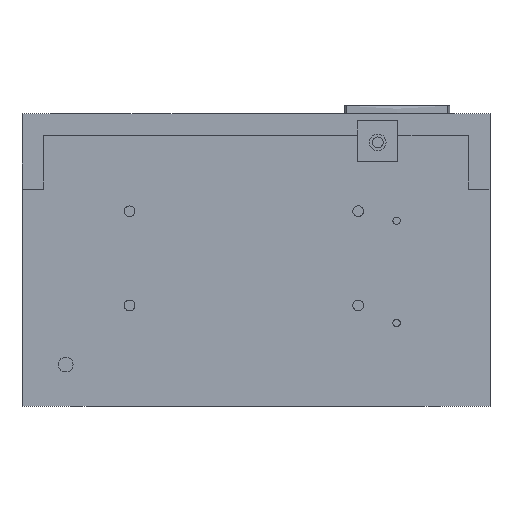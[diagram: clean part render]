
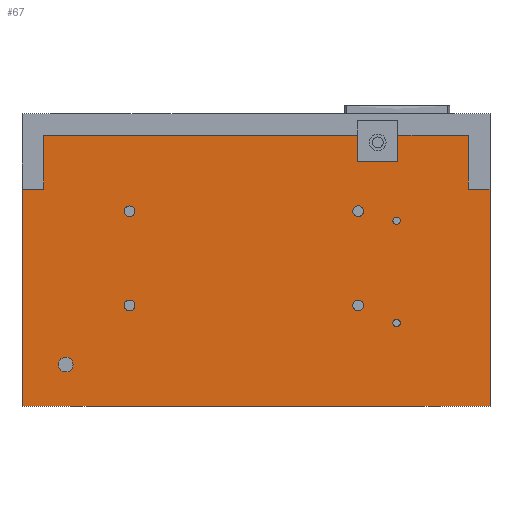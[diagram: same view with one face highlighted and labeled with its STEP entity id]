
A CAD part, front view. The second image highlights one B-rep face of the part: STEP entity #67.
In plain terms, the highlighted planar face has unit normal (0, -1, 0).
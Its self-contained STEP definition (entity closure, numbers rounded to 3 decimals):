
#67=ADVANCED_FACE('',(#1173,#1174,#1175,#1176,#1177,#1178,#1179,#1180),#1181,.T.);
#1173=FACE_OUTER_BOUND('',#3655,.T.);
#1174=FACE_BOUND('',#3656,.T.);
#1175=FACE_BOUND('',#3657,.T.);
#1176=FACE_BOUND('',#3658,.T.);
#1177=FACE_BOUND('',#3659,.T.);
#1178=FACE_BOUND('',#3660,.T.);
#1179=FACE_BOUND('',#3661,.T.);
#1180=FACE_BOUND('',#3662,.T.);
#1181=PLANE('',#3663);
#3655=EDGE_LOOP('',(#6340,#6341,#6342,#6343,#6344,#6345,#6346,#6347,#6348,#6349,#6350,#6351));
#3656=EDGE_LOOP('',(#6352,#6353));
#3657=EDGE_LOOP('',(#6354,#6355));
#3658=EDGE_LOOP('',(#6356,#6357));
#3659=EDGE_LOOP('',(#6358,#6359));
#3660=EDGE_LOOP('',(#6360,#6361));
#3661=EDGE_LOOP('',(#6362,#6363));
#3662=EDGE_LOOP('',(#6364,#6365));
#3663=AXIS2_PLACEMENT_3D('',#6366,#6367,#6368);
#6340=ORIENTED_EDGE('',*,*,#16126,.T.);
#6341=ORIENTED_EDGE('',*,*,#16127,.T.);
#6342=ORIENTED_EDGE('',*,*,#16128,.T.);
#6343=ORIENTED_EDGE('',*,*,#16125,.F.);
#6344=ORIENTED_EDGE('',*,*,#16129,.F.);
#6345=ORIENTED_EDGE('',*,*,#16130,.T.);
#6346=ORIENTED_EDGE('',*,*,#16131,.T.);
#6347=ORIENTED_EDGE('',*,*,#16132,.T.);
#6348=ORIENTED_EDGE('',*,*,#16133,.T.);
#6349=ORIENTED_EDGE('',*,*,#16134,.T.);
#6350=ORIENTED_EDGE('',*,*,#16135,.F.);
#6351=ORIENTED_EDGE('',*,*,#16136,.F.);
#6352=ORIENTED_EDGE('',*,*,#16137,.F.);
#6353=ORIENTED_EDGE('',*,*,#16138,.F.);
#6354=ORIENTED_EDGE('',*,*,#16139,.F.);
#6355=ORIENTED_EDGE('',*,*,#16140,.F.);
#6356=ORIENTED_EDGE('',*,*,#16141,.F.);
#6357=ORIENTED_EDGE('',*,*,#16142,.F.);
#6358=ORIENTED_EDGE('',*,*,#16143,.F.);
#6359=ORIENTED_EDGE('',*,*,#16144,.F.);
#6360=ORIENTED_EDGE('',*,*,#16145,.F.);
#6361=ORIENTED_EDGE('',*,*,#16146,.F.);
#6362=ORIENTED_EDGE('',*,*,#16147,.F.);
#6363=ORIENTED_EDGE('',*,*,#16148,.F.);
#6364=ORIENTED_EDGE('',*,*,#16149,.F.);
#6365=ORIENTED_EDGE('',*,*,#16150,.F.);
#6366=CARTESIAN_POINT('',(0.0,1.5,0.0));
#6367=DIRECTION('',(0.0,-1.0,0.0));
#6368=DIRECTION('',(0.0,0.0,-1.0));
#16125=EDGE_CURVE('',#19001,#18993,#19003,.T.);
#16126=EDGE_CURVE('',#19004,#19005,#19006,.T.);
#16127=EDGE_CURVE('',#19005,#19007,#19008,.T.);
#16128=EDGE_CURVE('',#19007,#18993,#19009,.T.);
#16129=EDGE_CURVE('',#19010,#19001,#19011,.T.);
#16130=EDGE_CURVE('',#19010,#19012,#19013,.T.);
#16131=EDGE_CURVE('',#19012,#19014,#19015,.T.);
#16132=EDGE_CURVE('',#19014,#19016,#19017,.T.);
#16133=EDGE_CURVE('',#19016,#19018,#19019,.T.);
#16134=EDGE_CURVE('',#19018,#19020,#19021,.T.);
#16135=EDGE_CURVE('',#19022,#19020,#19023,.T.);
#16136=EDGE_CURVE('',#19004,#19022,#19024,.T.);
#16137=EDGE_CURVE('',#19025,#19026,#19027,.T.);
#16138=EDGE_CURVE('',#19026,#19025,#19028,.T.);
#16139=EDGE_CURVE('',#19029,#19030,#19031,.T.);
#16140=EDGE_CURVE('',#19030,#19029,#19032,.T.);
#16141=EDGE_CURVE('',#19033,#19034,#19035,.T.);
#16142=EDGE_CURVE('',#19034,#19033,#19036,.T.);
#16143=EDGE_CURVE('',#19037,#19038,#19039,.T.);
#16144=EDGE_CURVE('',#19038,#19037,#19040,.T.);
#16145=EDGE_CURVE('',#19041,#19042,#19043,.T.);
#16146=EDGE_CURVE('',#19042,#19041,#19044,.T.);
#16147=EDGE_CURVE('',#19045,#19046,#19047,.T.);
#16148=EDGE_CURVE('',#19046,#19045,#19048,.T.);
#16149=EDGE_CURVE('',#19049,#19050,#19051,.T.);
#16150=EDGE_CURVE('',#19050,#19049,#19052,.T.);
#18993=VERTEX_POINT('',#23903);
#19001=VERTEX_POINT('',#23915);
#19003=LINE('',#23918,#23919);
#19004=VERTEX_POINT('',#23920);
#19005=VERTEX_POINT('',#23921);
#19006=LINE('',#23922,#23923);
#19007=VERTEX_POINT('',#23924);
#19008=LINE('',#23925,#23926);
#19009=LINE('',#23927,#23928);
#19010=VERTEX_POINT('',#23929);
#19011=LINE('',#23930,#23931);
#19012=VERTEX_POINT('',#23932);
#19013=LINE('',#23933,#23934);
#19014=VERTEX_POINT('',#23935);
#19015=LINE('',#23936,#23937);
#19016=VERTEX_POINT('',#23938);
#19017=LINE('',#23939,#23940);
#19018=VERTEX_POINT('',#23941);
#19019=LINE('',#23942,#23943);
#19020=VERTEX_POINT('',#23944);
#19021=LINE('',#23945,#23946);
#19022=VERTEX_POINT('',#23947);
#19023=LINE('',#23948,#23949);
#19024=LINE('',#23950,#23951);
#19025=VERTEX_POINT('',#23952);
#19026=VERTEX_POINT('',#23953);
#19027=CIRCLE('',#23954,4.0);
#19028=CIRCLE('',#23955,4.0);
#19029=VERTEX_POINT('',#23956);
#19030=VERTEX_POINT('',#23957);
#19031=CIRCLE('',#23958,2.745);
#19032=CIRCLE('',#23959,2.745);
#19033=VERTEX_POINT('',#23960);
#19034=VERTEX_POINT('',#23961);
#19035=CIRCLE('',#23962,4.0);
#19036=CIRCLE('',#23963,4.0);
#19037=VERTEX_POINT('',#23964);
#19038=VERTEX_POINT('',#23965);
#19039=CIRCLE('',#23966,2.745);
#19040=CIRCLE('',#23967,2.745);
#19041=VERTEX_POINT('',#23968);
#19042=VERTEX_POINT('',#23969);
#19043=CIRCLE('',#23970,5.5);
#19044=CIRCLE('',#23971,5.5);
#19045=VERTEX_POINT('',#23972);
#19046=VERTEX_POINT('',#23973);
#19047=CIRCLE('',#23974,3.985);
#19048=CIRCLE('',#23975,3.985);
#19049=VERTEX_POINT('',#23976);
#19050=VERTEX_POINT('',#23977);
#19051=CIRCLE('',#23978,3.985);
#19052=CIRCLE('',#23979,3.985);
#23903=CARTESIAN_POINT('',(0.0,1.5,161.49));
#23915=CARTESIAN_POINT('',(0.0,1.5,0.0));
#23918=CARTESIAN_POINT('',(0.0,1.5,0.0));
#23919=VECTOR('',#32907,161.49);
#23920=CARTESIAN_POINT('',(249.5,1.5,201.5));
#23921=CARTESIAN_POINT('',(16.0,1.5,201.5));
#23922=CARTESIAN_POINT('',(249.5,1.5,201.5));
#23923=VECTOR('',#32908,233.5);
#23924=CARTESIAN_POINT('',(16.0,1.5,161.49));
#23925=CARTESIAN_POINT('',(16.0,1.5,201.5));
#23926=VECTOR('',#32909,40.01);
#23927=CARTESIAN_POINT('',(16.0,1.5,161.49));
#23928=VECTOR('',#32910,16.0);
#23929=CARTESIAN_POINT('',(348.0,1.5,0.0));
#23930=CARTESIAN_POINT('',(348.0,1.5,0.0));
#23931=VECTOR('',#32911,348.0);
#23932=CARTESIAN_POINT('',(348.0,1.5,161.49));
#23933=CARTESIAN_POINT('',(348.0,1.5,0.0));
#23934=VECTOR('',#32912,161.49);
#23935=CARTESIAN_POINT('',(332.0,1.5,161.49));
#23936=CARTESIAN_POINT('',(348.0,1.5,161.49));
#23937=VECTOR('',#32913,16.0);
#23938=CARTESIAN_POINT('',(332.0,1.5,201.5));
#23939=CARTESIAN_POINT('',(332.0,1.5,161.49));
#23940=VECTOR('',#32914,40.01);
#23941=CARTESIAN_POINT('',(279.5,1.5,201.5));
#23942=CARTESIAN_POINT('',(332.0,1.5,201.5));
#23943=VECTOR('',#32915,52.5);
#23944=CARTESIAN_POINT('',(279.5,1.5,182.0));
#23945=CARTESIAN_POINT('',(279.5,1.5,201.5));
#23946=VECTOR('',#32916,19.5);
#23947=CARTESIAN_POINT('',(249.5,1.5,182.0));
#23948=CARTESIAN_POINT('',(249.5,1.5,182.0));
#23949=VECTOR('',#32917,30.0);
#23950=CARTESIAN_POINT('',(249.5,1.5,201.5));
#23951=VECTOR('',#32918,19.5);
#23952=CARTESIAN_POINT('',(250.0,1.5,141.0));
#23953=CARTESIAN_POINT('',(250.0,1.5,149.0));
#23954=AXIS2_PLACEMENT_3D('',#32919,#32920,#32921);
#23955=AXIS2_PLACEMENT_3D('',#32922,#32923,#32924);
#23956=CARTESIAN_POINT('',(278.5,1.5,135.255));
#23957=CARTESIAN_POINT('',(278.5,1.5,140.745));
#23958=AXIS2_PLACEMENT_3D('',#32925,#32926,#32927);
#23959=AXIS2_PLACEMENT_3D('',#32928,#32929,#32930);
#23960=CARTESIAN_POINT('',(250.0,1.5,71.0));
#23961=CARTESIAN_POINT('',(250.0,1.5,79.0));
#23962=AXIS2_PLACEMENT_3D('',#32931,#32932,#32933);
#23963=AXIS2_PLACEMENT_3D('',#32934,#32935,#32936);
#23964=CARTESIAN_POINT('',(278.5,1.5,59.255));
#23965=CARTESIAN_POINT('',(278.5,1.5,64.745));
#23966=AXIS2_PLACEMENT_3D('',#32937,#32938,#32939);
#23967=AXIS2_PLACEMENT_3D('',#32940,#32941,#32942);
#23968=CARTESIAN_POINT('',(32.5,1.5,25.5));
#23969=CARTESIAN_POINT('',(32.5,1.5,36.5));
#23970=AXIS2_PLACEMENT_3D('',#32943,#32944,#32945);
#23971=AXIS2_PLACEMENT_3D('',#32946,#32947,#32948);
#23972=CARTESIAN_POINT('',(80.0,1.5,71.015));
#23973=CARTESIAN_POINT('',(80.0,1.5,78.985));
#23974=AXIS2_PLACEMENT_3D('',#32949,#32950,#32951);
#23975=AXIS2_PLACEMENT_3D('',#32952,#32953,#32954);
#23976=CARTESIAN_POINT('',(80.0,1.5,141.015));
#23977=CARTESIAN_POINT('',(80.0,1.5,148.985));
#23978=AXIS2_PLACEMENT_3D('',#32955,#32956,#32957);
#23979=AXIS2_PLACEMENT_3D('',#32958,#32959,#32960);
#32907=DIRECTION('',(0.0,0.0,1.0));
#32908=DIRECTION('',(-1.0,0.0,0.0));
#32909=DIRECTION('',(0.0,0.0,-1.0));
#32910=DIRECTION('',(-1.0,0.0,0.0));
#32911=DIRECTION('',(-1.0,0.0,0.0));
#32912=DIRECTION('',(0.0,0.0,1.0));
#32913=DIRECTION('',(-1.0,0.0,0.0));
#32914=DIRECTION('',(0.0,0.0,1.0));
#32915=DIRECTION('',(-1.0,0.0,0.0));
#32916=DIRECTION('',(0.0,0.0,-1.0));
#32917=DIRECTION('',(1.0,0.0,0.0));
#32918=DIRECTION('',(0.0,0.0,-1.0));
#32919=CARTESIAN_POINT('',(250.0,1.5,145.0));
#32920=DIRECTION('',(0.0,-1.0,0.0));
#32921=DIRECTION('',(0.0,0.0,-1.0));
#32922=CARTESIAN_POINT('',(250.0,1.5,145.0));
#32923=DIRECTION('',(0.0,-1.0,0.0));
#32924=DIRECTION('',(0.,0.0,1.0));
#32925=CARTESIAN_POINT('',(278.5,1.5,138.0));
#32926=DIRECTION('',(0.0,-1.0,0.0));
#32927=DIRECTION('',(0.0,0.0,-1.0));
#32928=CARTESIAN_POINT('',(278.5,1.5,138.0));
#32929=DIRECTION('',(0.0,-1.0,0.0));
#32930=DIRECTION('',(0.0,0.0,1.0));
#32931=CARTESIAN_POINT('',(250.0,1.5,75.0));
#32932=DIRECTION('',(0.0,-1.0,0.0));
#32933=DIRECTION('',(0.0,0.0,-1.0));
#32934=CARTESIAN_POINT('',(250.0,1.5,75.0));
#32935=DIRECTION('',(0.0,-1.0,0.0));
#32936=DIRECTION('',(0.0,0.0,1.0));
#32937=CARTESIAN_POINT('',(278.5,1.5,62.0));
#32938=DIRECTION('',(0.0,-1.0,0.0));
#32939=DIRECTION('',(0.0,0.0,-1.0));
#32940=CARTESIAN_POINT('',(278.5,1.5,62.0));
#32941=DIRECTION('',(0.0,-1.0,0.0));
#32942=DIRECTION('',(0.0,0.0,1.0));
#32943=CARTESIAN_POINT('',(32.5,1.5,31.0));
#32944=DIRECTION('',(0.0,-1.0,0.0));
#32945=DIRECTION('',(0.0,0.0,-1.0));
#32946=CARTESIAN_POINT('',(32.5,1.5,31.0));
#32947=DIRECTION('',(0.0,-1.0,0.0));
#32948=DIRECTION('',(0.0,0.0,1.0));
#32949=CARTESIAN_POINT('',(80.0,1.5,75.0));
#32950=DIRECTION('',(0.0,-1.0,0.0));
#32951=DIRECTION('',(0.0,0.0,-1.0));
#32952=CARTESIAN_POINT('',(80.0,1.5,75.0));
#32953=DIRECTION('',(0.0,-1.0,0.0));
#32954=DIRECTION('',(0.0,0.0,1.0));
#32955=CARTESIAN_POINT('',(80.0,1.5,145.0));
#32956=DIRECTION('',(0.0,-1.0,0.0));
#32957=DIRECTION('',(0.0,0.0,-1.0));
#32958=CARTESIAN_POINT('',(80.0,1.5,145.0));
#32959=DIRECTION('',(0.0,-1.0,0.0));
#32960=DIRECTION('',(0.0,0.0,1.0));
